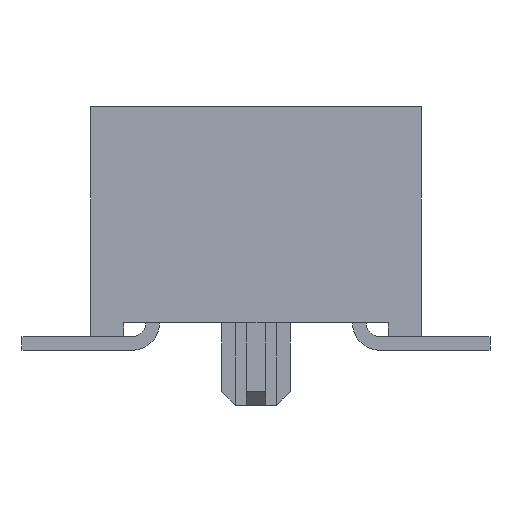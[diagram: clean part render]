
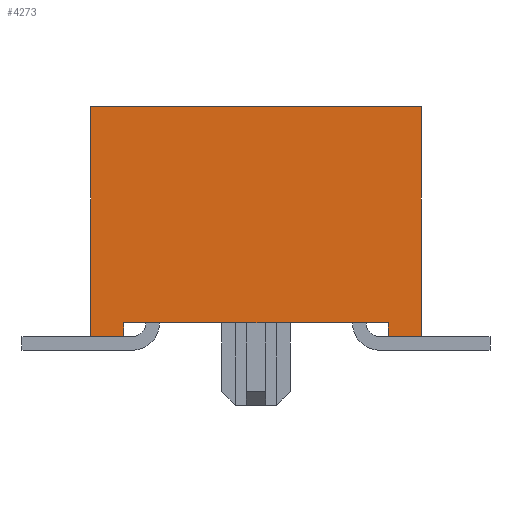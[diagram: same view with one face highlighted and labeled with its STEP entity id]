
A CAD part, left-side view. The second image highlights one B-rep face of the part: STEP entity #4273.
In plain terms, the highlighted planar face has unit normal (-1, 0, 0).
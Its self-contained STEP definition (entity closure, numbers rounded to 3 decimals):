
#139=FACE_OUTER_BOUND($,#405,.T.);
#405=EDGE_LOOP($,(#2934,#2935,#2936,#2937,#2938,#2939,#2940,#2941));
#660=LINE($,#6019,#1228);
#777=LINE($,#6253,#1345);
#779=LINE($,#6259,#1347);
#782=LINE($,#6264,#1350);
#783=LINE($,#6265,#1351);
#784=LINE($,#6267,#1352);
#785=LINE($,#6269,#1353);
#786=LINE($,#6270,#1354);
#1228=VECTOR($,#4847,2.438);
#1345=VECTOR($,#4982,0.305);
#1347=VECTOR($,#4986,0.305);
#1350=VECTOR($,#4991,0.127);
#1351=VECTOR($,#4992,0.127);
#1352=VECTOR($,#4993,2.121);
#1353=VECTOR($,#4994,3.048);
#1354=VECTOR($,#4995,2.121);
#1796=VERTEX_POINT($,#6016);
#1797=VERTEX_POINT($,#6018);
#1902=VERTEX_POINT($,#6246);
#1905=VERTEX_POINT($,#6251);
#1906=VERTEX_POINT($,#6255);
#1908=VERTEX_POINT($,#6258);
#1910=VERTEX_POINT($,#6266);
#1911=VERTEX_POINT($,#6268);
#2188=EDGE_CURVE($,#1797,#1796,#660,.T.);
#2305=EDGE_CURVE($,#1902,#1905,#777,.T.);
#2307=EDGE_CURVE($,#1908,#1906,#779,.T.);
#2310=EDGE_CURVE($,#1906,#1797,#782,.T.);
#2311=EDGE_CURVE($,#1796,#1902,#783,.T.);
#2312=EDGE_CURVE($,#1910,#1905,#784,.T.);
#2313=EDGE_CURVE($,#1911,#1910,#785,.T.);
#2314=EDGE_CURVE($,#1911,#1908,#786,.T.);
#2934=ORIENTED_EDGE($,*,*,#2307,.T.);
#2935=ORIENTED_EDGE($,*,*,#2310,.T.);
#2936=ORIENTED_EDGE($,*,*,#2188,.T.);
#2937=ORIENTED_EDGE($,*,*,#2311,.T.);
#2938=ORIENTED_EDGE($,*,*,#2305,.T.);
#2939=ORIENTED_EDGE($,*,*,#2312,.F.);
#2940=ORIENTED_EDGE($,*,*,#2313,.F.);
#2941=ORIENTED_EDGE($,*,*,#2314,.T.);
#4045=PLANE($,#4552);
#4273=ADVANCED_FACE($,(#139),#4045,.F.);
#4552=AXIS2_PLACEMENT_3D($,#6263,#4989,#4990);
#4847=DIRECTION($,(0.,-1.,0.));
#4982=DIRECTION($,(0.,-1.,0.));
#4986=DIRECTION($,(0.,-1.,0.));
#4989=DIRECTION('center_axis',(1.,0.,0.));
#4990=DIRECTION('ref_axis',(0.,1.,0.));
#4991=DIRECTION($,(0.,0.,1.));
#4992=DIRECTION($,(0.,0.,-1.));
#4993=DIRECTION($,(0.,0.,-1.));
#4994=DIRECTION($,(0.,-1.,0.));
#4995=DIRECTION($,(0.,0.,-1.));
#6016=CARTESIAN_POINT('',(-4.026,-1.219,0.257));
#6018=CARTESIAN_POINT('',(-4.026,1.219,0.257));
#6019=CARTESIAN_POINT($,(-4.026,-1.219,0.257));
#6246=CARTESIAN_POINT('',(-4.026,-1.219,0.13));
#6251=CARTESIAN_POINT('',(-4.026,-1.524,0.13));
#6253=CARTESIAN_POINT($,(-4.026,1.524,0.13));
#6255=CARTESIAN_POINT('',(-4.026,1.219,0.13));
#6258=CARTESIAN_POINT('',(-4.026,1.524,0.13));
#6259=CARTESIAN_POINT($,(-4.026,1.524,0.13));
#6263=CARTESIAN_POINT('Origin',(-4.026,1.524,2.251));
#6264=CARTESIAN_POINT($,(-4.026,1.219,0.257));
#6265=CARTESIAN_POINT($,(-4.026,-1.219,0.257));
#6266=CARTESIAN_POINT('',(-4.026,-1.524,2.251));
#6267=CARTESIAN_POINT($,(-4.026,-1.524,2.251));
#6268=CARTESIAN_POINT('',(-4.026,1.524,2.251));
#6269=CARTESIAN_POINT($,(-4.026,1.524,2.251));
#6270=CARTESIAN_POINT($,(-4.026,1.524,2.251));
